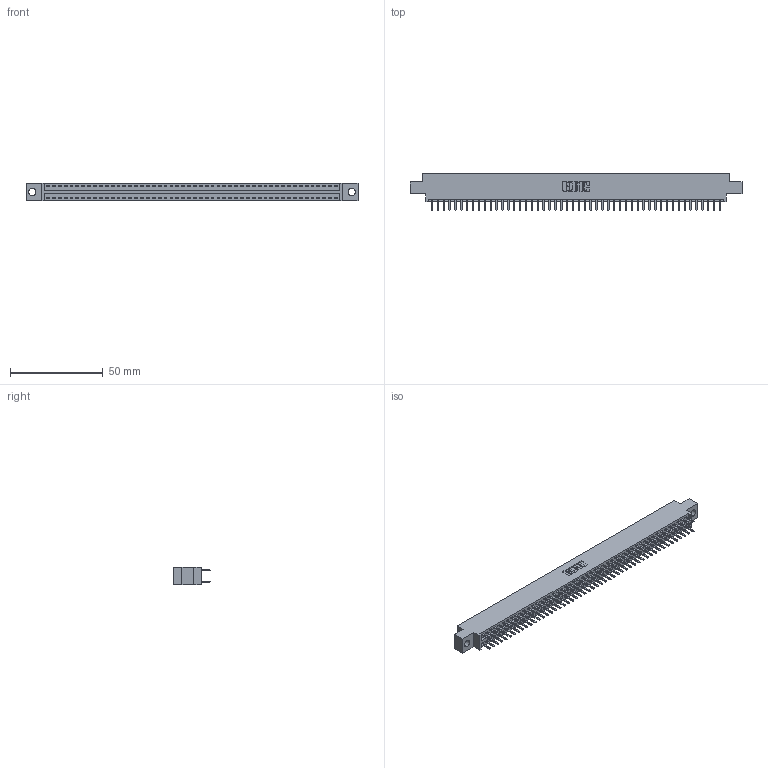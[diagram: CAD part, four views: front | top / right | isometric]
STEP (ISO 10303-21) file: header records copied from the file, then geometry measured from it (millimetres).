
FILE_DESCRIPTION (( 'STEP AP203' ), '1' );
FILE_NAME ('396-100-520-804.STEP', '2019-11-02T17:19:56', ( '' ), ( '' ), 'SwSTEP 2.0', 'SolidWorks 2016', '' );
FILE_SCHEMA (( 'CONFIG_CONTROL_DESIGN' ));
Length unit declared in the file: inch
Products named in the file (3): 346 Part_0.170 Offset - 0.156 Dia-TH; 345-292-001_345-293-120; 396-100-520-804
Assembly tree (101 placements, depth 2):
  396-100-520-804
    346 Part_0.170 Offset - 0.156 Dia-TH
    345-292-001_345-293-120  x100
Bounding box: 179.32 x 20.02 x 9.4 mm (x, y, z)
Volume: 17262 mm3; surface area: 23743.5 mm2
Topology: 101 solids, 101 shells, 5726 faces, 16641 edges, 10826 vertices
Faces by surface type: plane 3780, cylinder 1946
Entity records: 31803 total; most frequent: CARTESIAN_POINT 5244, ORIENTED_EDGE 5166, DIRECTION 4659, EDGE_CURVE 2583, VECTOR 2247, LINE 2247, VERTEX_POINT 1718, AXIS2_PLACEMENT_3D 1206
